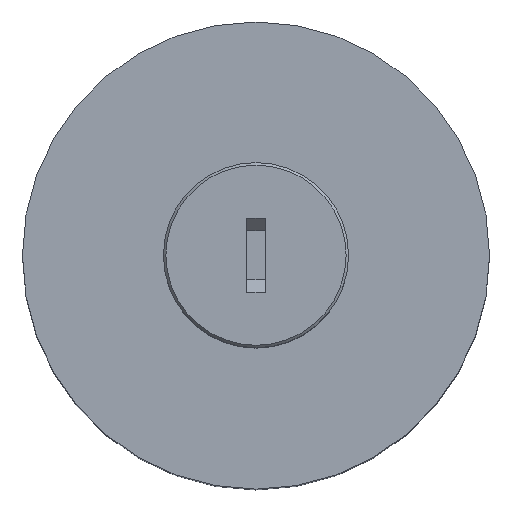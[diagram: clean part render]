
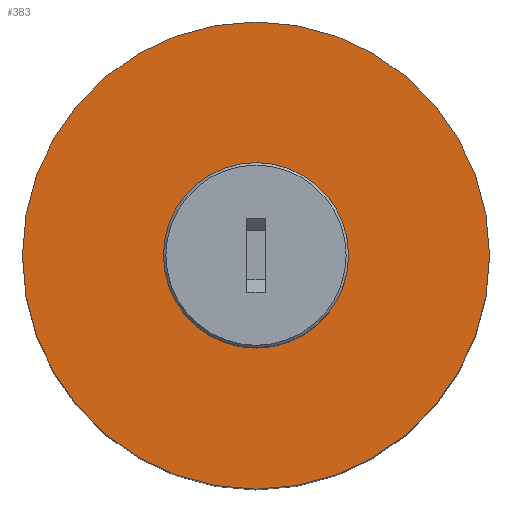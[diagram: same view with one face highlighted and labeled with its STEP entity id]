
A CAD part, top view. The second image highlights one B-rep face of the part: STEP entity #383.
In plain terms, the highlighted planar face has unit normal (0, 0, 1).
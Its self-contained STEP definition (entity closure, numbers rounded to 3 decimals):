
#18=FACE_BOUND('',#89,.T.);
#36=PLANE('',#428);
#62=FACE_OUTER_BOUND('',#88,.T.);
#88=EDGE_LOOP('',(#357));
#89=EDGE_LOOP('',(#358));
#177=CIRCLE('',#415,7.5);
#179=CIRCLE('',#427,18.925);
#197=VERTEX_POINT('',#590);
#211=VERTEX_POINT('',#635);
#239=EDGE_CURVE('',#197,#197,#177,.T.);
#259=EDGE_CURVE('',#211,#211,#179,.T.);
#357=ORIENTED_EDGE('',*,*,#259,.T.);
#358=ORIENTED_EDGE('',*,*,#239,.T.);
#383=ADVANCED_FACE('',(#62,#18),#36,.T.);
#415=AXIS2_PLACEMENT_3D('',#592,#487,#488);
#427=AXIS2_PLACEMENT_3D('',#636,#529,#530);
#428=AXIS2_PLACEMENT_3D('',#638,#532,#533);
#487=DIRECTION('center_axis',(0.,0.,-1.));
#488=DIRECTION('ref_axis',(1.,0.,0.));
#529=DIRECTION('center_axis',(0.,0.,1.));
#530=DIRECTION('ref_axis',(1.,0.,0.));
#532=DIRECTION('center_axis',(0.,0.,1.));
#533=DIRECTION('ref_axis',(1.,0.,0.));
#590=CARTESIAN_POINT('',(-7.5,0.,40.));
#592=CARTESIAN_POINT('Origin',(0.,0.,40.));
#635=CARTESIAN_POINT('',(-18.925,0.,40.));
#636=CARTESIAN_POINT('Origin',(0.,0.,40.));
#638=CARTESIAN_POINT('Origin',(0.,0.,40.));
